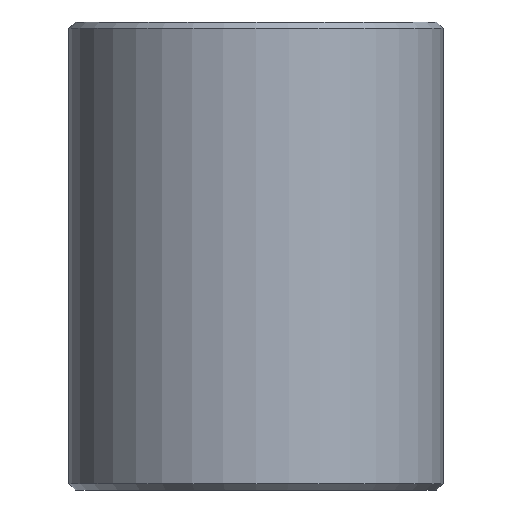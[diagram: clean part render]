
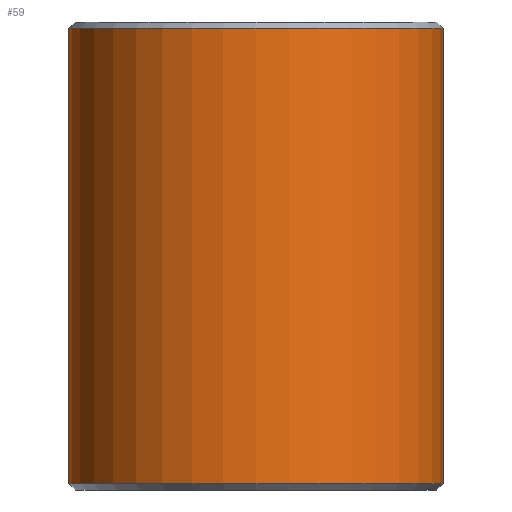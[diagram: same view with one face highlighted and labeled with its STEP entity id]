
A CAD part, front view. The second image highlights one B-rep face of the part: STEP entity #59.
In plain terms, the highlighted cylindrical face has radius 4 mm (diameter 8 mm), a partial arc.
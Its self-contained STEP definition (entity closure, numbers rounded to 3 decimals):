
#7 = ORIENTED_EDGE ( 'NONE', *, *, #427, .T. ) ;
#11 = DIRECTION ( 'NONE',  ( 1., 0., 0. ) ) ;
#31 = LINE ( 'NONE', #129, #191 ) ;
#34 = EDGE_CURVE ( 'NONE', #145, #251, #382, .T. ) ;
#59 = ADVANCED_FACE ( 'NONE', ( #241 ), #347, .T. ) ;
#64 = AXIS2_PLACEMENT_3D ( 'NONE', #434, #325, #11 ) ;
#92 = EDGE_CURVE ( 'NONE', #125, #145, #95, .T. ) ;
#95 = CIRCLE ( 'NONE', #426, 4. ) ;
#115 = DIRECTION ( 'NONE',  ( 1., 0., 0. ) ) ;
#125 = VERTEX_POINT ( 'NONE', #428 ) ;
#129 = CARTESIAN_POINT ( 'NONE',  ( -4., 0., -5. ) ) ;
#130 = DIRECTION ( 'NONE',  ( 0., 0., 1. ) ) ;
#142 = ORIENTED_EDGE ( 'NONE', *, *, #92, .T. ) ;
#145 = VERTEX_POINT ( 'NONE', #211 ) ;
#154 = ORIENTED_EDGE ( 'NONE', *, *, #34, .T. ) ;
#162 = CARTESIAN_POINT ( 'NONE',  ( 4., 0., 4.865 ) ) ;
#181 = DIRECTION ( 'NONE',  ( 0., 0., 1. ) ) ;
#191 = VECTOR ( 'NONE', #130, 1000. ) ;
#211 = CARTESIAN_POINT ( 'NONE',  ( 4., 0., -4.865 ) ) ;
#241 = FACE_OUTER_BOUND ( 'NONE', #383, .T. ) ;
#250 = CARTESIAN_POINT ( 'NONE',  ( 0., 0., -4.865 ) ) ;
#251 = VERTEX_POINT ( 'NONE', #162 ) ;
#275 = CARTESIAN_POINT ( 'NONE',  ( 4., 0., -5. ) ) ;
#287 = DIRECTION ( 'NONE',  ( 0., 0., 1. ) ) ;
#296 = VECTOR ( 'NONE', #287, 1000. ) ;
#318 = DIRECTION ( 'NONE',  ( 0., 0., 1. ) ) ;
#325 = DIRECTION ( 'NONE',  ( 0., 0., -1. ) ) ;
#340 = EDGE_CURVE ( 'NONE', #125, #407, #31, .T. ) ;
#343 = AXIS2_PLACEMENT_3D ( 'NONE', #394, #318, #115 ) ;
#347 = CYLINDRICAL_SURFACE ( 'NONE', #343, 4. ) ;
#356 = DIRECTION ( 'NONE',  ( 1., 0., 0. ) ) ;
#374 = CIRCLE ( 'NONE', #64, 4. ) ;
#382 = LINE ( 'NONE', #275, #296 ) ;
#383 = EDGE_LOOP ( 'NONE', ( #420, #142, #154, #7 ) ) ;
#394 = CARTESIAN_POINT ( 'NONE',  ( 0., 0., -5. ) ) ;
#407 = VERTEX_POINT ( 'NONE', #430 ) ;
#420 = ORIENTED_EDGE ( 'NONE', *, *, #340, .F. ) ;
#426 = AXIS2_PLACEMENT_3D ( 'NONE', #250, #181, #356 ) ;
#427 = EDGE_CURVE ( 'NONE', #251, #407, #374, .T. ) ;
#428 = CARTESIAN_POINT ( 'NONE',  ( -4., 0., -4.865 ) ) ;
#430 = CARTESIAN_POINT ( 'NONE',  ( -4., 0., 4.865 ) ) ;
#434 = CARTESIAN_POINT ( 'NONE',  ( 0., 0., 4.865 ) ) ;
